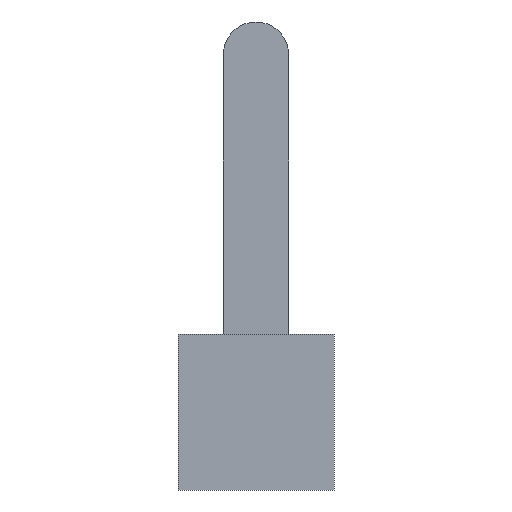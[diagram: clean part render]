
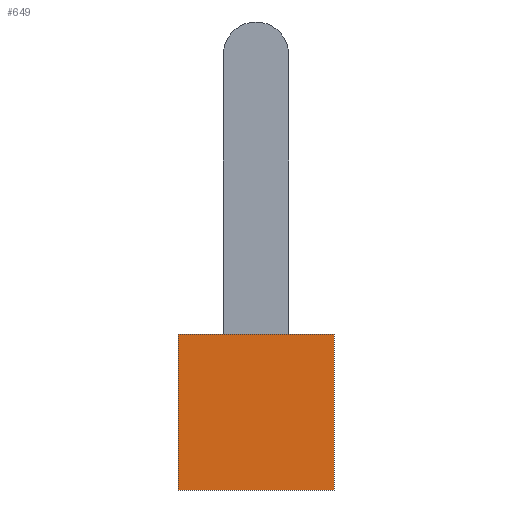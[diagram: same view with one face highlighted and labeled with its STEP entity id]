
A CAD part, left-side view. The second image highlights one B-rep face of the part: STEP entity #649.
In plain terms, the highlighted planar face has unit normal (-1, 0, 0).
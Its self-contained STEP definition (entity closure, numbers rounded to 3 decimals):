
#229=DIRECTION('',(0.,-1.,0.));
#230=VECTOR('',#229,100.);
#231=CARTESIAN_POINT('',(-15.,50.,50.));
#232=LINE('',#231,#230);
#233=DIRECTION('',(0.,0.,-1.));
#234=VECTOR('',#233,100.);
#235=CARTESIAN_POINT('',(-15.,-50.,50.));
#236=LINE('',#235,#234);
#237=DIRECTION('',(0.,1.,0.));
#238=VECTOR('',#237,100.);
#239=CARTESIAN_POINT('',(-15.,-50.,-50.));
#240=LINE('',#239,#238);
#241=DIRECTION('',(0.,0.,1.));
#242=VECTOR('',#241,100.);
#243=CARTESIAN_POINT('',(-15.,50.,-50.));
#244=LINE('',#243,#242);
#277=CARTESIAN_POINT('',(-15.,50.,50.));
#278=CARTESIAN_POINT('',(-15.,-50.,50.));
#279=VERTEX_POINT('',#277);
#280=VERTEX_POINT('',#278);
#281=CARTESIAN_POINT('',(-15.,-50.,-50.));
#282=VERTEX_POINT('',#281);
#283=CARTESIAN_POINT('',(-15.,50.,-50.));
#284=VERTEX_POINT('',#283);
#638=CARTESIAN_POINT('',(-15.,0.,0.));
#639=DIRECTION('',(1.,0.,0.));
#640=DIRECTION('',(0.,0.,-1.));
#641=AXIS2_PLACEMENT_3D('',#638,#639,#640);
#642=PLANE('',#641);
#643=ORIENTED_EDGE('',*,*,#590,.T.);
#644=ORIENTED_EDGE('',*,*,#605,.T.);
#645=ORIENTED_EDGE('',*,*,#619,.T.);
#646=ORIENTED_EDGE('',*,*,#632,.T.);
#647=EDGE_LOOP('',(#643,#644,#645,#646));
#648=FACE_OUTER_BOUND('',#647,.F.);
#590=EDGE_CURVE('',#279,#280,#232,.T.);
#605=EDGE_CURVE('',#280,#282,#236,.T.);
#619=EDGE_CURVE('',#282,#284,#240,.T.);
#632=EDGE_CURVE('',#284,#279,#244,.T.);
#649=ADVANCED_FACE('',(#648),#642,.F.);
